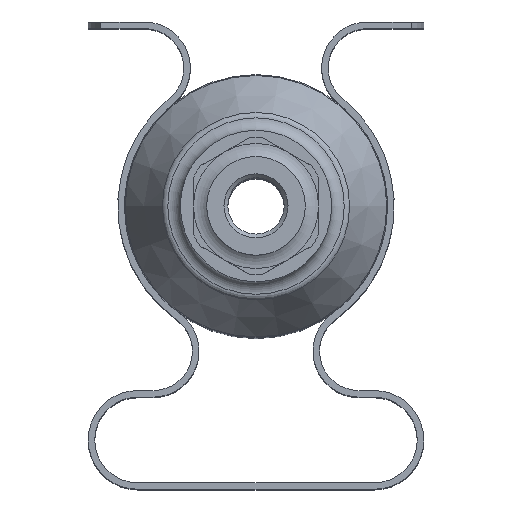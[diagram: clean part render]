
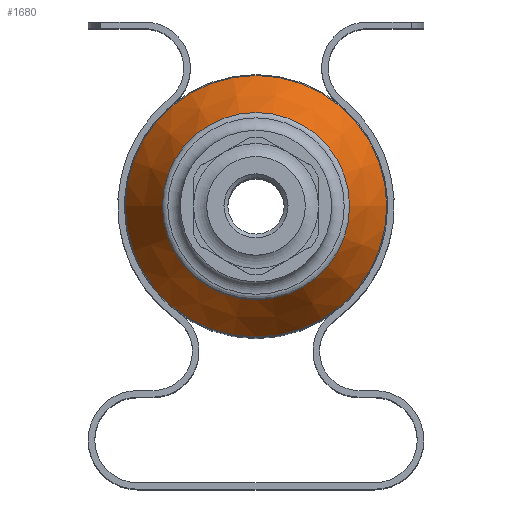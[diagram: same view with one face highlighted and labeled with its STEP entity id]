
A CAD part, top view. The second image highlights one B-rep face of the part: STEP entity #1680.
In plain terms, the highlighted conical face has half-angle 30 degrees and reference radius 19.866 mm.
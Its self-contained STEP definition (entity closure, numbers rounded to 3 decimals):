
#53=CONICAL_SURFACE('',#1886,19.866,0.524);
#169=CIRCLE('',#1885,19.866);
#170=CIRCLE('',#1887,14.225);
#392=ORIENTED_EDGE('',*,*,#788,.T.);
#393=ORIENTED_EDGE('',*,*,#787,.F.);
#787=EDGE_CURVE('',#981,#981,#169,.T.);
#788=EDGE_CURVE('',#982,#982,#170,.T.);
#981=VERTEX_POINT('',#2831);
#982=VERTEX_POINT('',#2834);
#1352=EDGE_LOOP('',(#392));
#1353=EDGE_LOOP('',(#393));
#1510=FACE_BOUND('',#1352,.T.);
#1511=FACE_BOUND('',#1353,.T.);
#1680=ADVANCED_FACE('',(#1510,#1511),#53,.T.);
#1885=AXIS2_PLACEMENT_3D('',#2830,#2295,#2296);
#1886=AXIS2_PLACEMENT_3D('',#2832,#2297,#2298);
#1887=AXIS2_PLACEMENT_3D('',#2833,#2299,#2300);
#2295=DIRECTION('',(0.,0.,-1.));
#2296=DIRECTION('',(-1.,0.,0.));
#2297=DIRECTION('',(0.,0.,-1.));
#2298=DIRECTION('',(-1.,0.,0.));
#2299=DIRECTION('',(0.,0.,-1.));
#2300=DIRECTION('',(-1.,0.,0.));
#2830=CARTESIAN_POINT('',(0.,0.,36.732));
#2831=CARTESIAN_POINT('',(-19.866,0.,36.732));
#2832=CARTESIAN_POINT('',(0.,0.,36.732));
#2833=CARTESIAN_POINT('',(0.,0.,46.503));
#2834=CARTESIAN_POINT('',(-14.225,0.,46.503));
